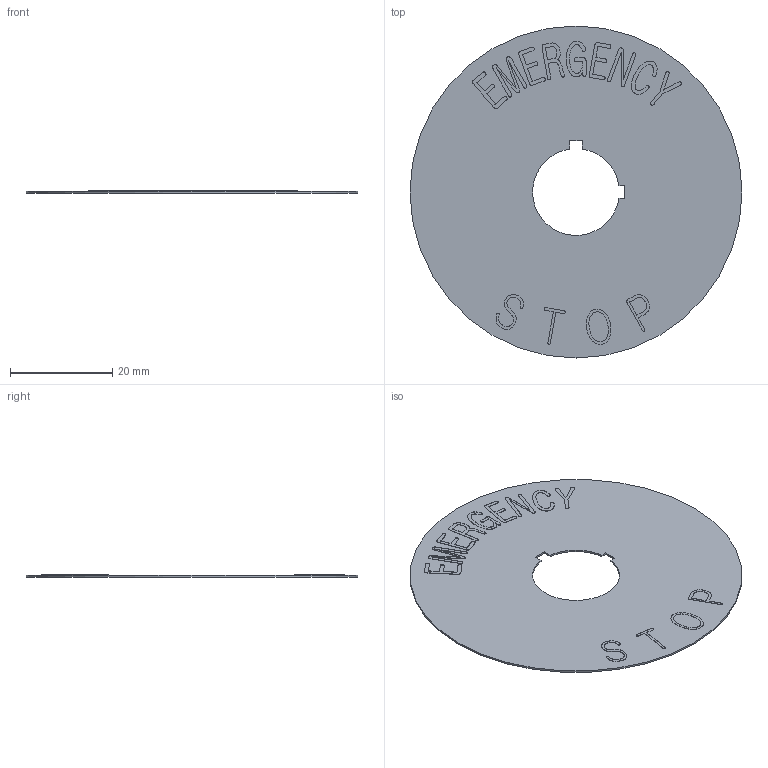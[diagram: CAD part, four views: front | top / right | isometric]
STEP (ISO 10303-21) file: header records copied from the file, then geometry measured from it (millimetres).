
FILE_DESCRIPTION (( 'STEP AP203' ), '1' );
FILE_NAME ('AR6P719-5A.step', '2022-08-18T15:45:14', ( '' ), ( '' ), 'SwSTEP 2.0', 'SolidWorks 2021', '' );
FILE_SCHEMA (( 'CONFIG_CONTROL_DESIGN' ));
Length unit declared in the file: inch
Products named in the file (1): AR6P719-5A
Bounding box: 65 x 65 x 0.4 mm (x, y, z)
Volume: 1086 mm3; surface area: 6282.9 mm2
Topology: 1 solids, 1 shells, 286 faces, 804 edges, 536 vertices
Faces by surface type: bspline 184, plane 97, cylinder 5
Entity records: 14824 total; most frequent: CARTESIAN_POINT 8618, ORIENTED_EDGE 1608, EDGE_CURVE 804, DIRECTION 652, VERTEX_POINT 536, VECTOR 426, LINE 426, B_SPLINE_CURVE_WITH_KNOTS 368
